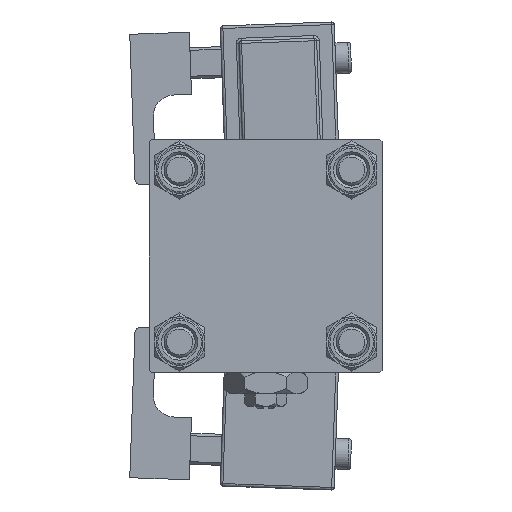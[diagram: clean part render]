
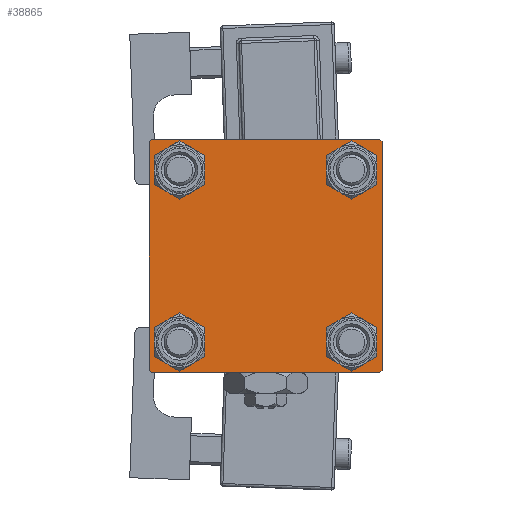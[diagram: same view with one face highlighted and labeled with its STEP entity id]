
A CAD part, left-side view. The second image highlights one B-rep face of the part: STEP entity #38865.
In plain terms, the highlighted planar face has unit normal (-1, 0, 0).
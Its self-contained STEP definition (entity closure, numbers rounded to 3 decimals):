
#16 = CARTESIAN_POINT ( 'NONE',  ( 0., -16.6, 16.6 ) ) ;
#2008 = VECTOR ( 'NONE', #45205, 1000. ) ;
#3081 = CARTESIAN_POINT ( 'NONE',  ( 0., 22.25, 22.25 ) ) ;
#3243 = CARTESIAN_POINT ( 'NONE',  ( 0., -22., -22.5 ) ) ;
#3425 = CARTESIAN_POINT ( 'NONE',  ( 0., -16.6, -20.1 ) ) ;
#3686 = CIRCLE ( 'NONE', #50032, 3.5 ) ;
#4074 = EDGE_CURVE ( 'NONE', #17447, #43771, #27078, .T. ) ;
#4410 = EDGE_CURVE ( 'NONE', #43180, #16905, #39897, .T. ) ;
#4588 = DIRECTION ( 'NONE',  ( 0., 0., -1. ) ) ;
#4713 = VECTOR ( 'NONE', #33334, 1000. ) ;
#4754 = VERTEX_POINT ( 'NONE', #45615 ) ;
#4844 = DIRECTION ( 'NONE',  ( 0., -0.707, 0.707 ) ) ;
#4930 = AXIS2_PLACEMENT_3D ( 'NONE', #10062, #10628, #18865 ) ;
#5144 = DIRECTION ( 'NONE',  ( 0., 0., 1. ) ) ;
#5181 = VERTEX_POINT ( 'NONE', #50103 ) ;
#5326 = VERTEX_POINT ( 'NONE', #13922 ) ;
#5463 = EDGE_CURVE ( 'NONE', #4754, #38787, #49192, .T. ) ;
#5647 = EDGE_CURVE ( 'NONE', #4754, #32711, #50319, .T. ) ;
#6236 = ORIENTED_EDGE ( 'NONE', *, *, #19448, .T. ) ;
#7567 = DIRECTION ( 'NONE',  ( 0., -1., 0. ) ) ;
#7734 = CARTESIAN_POINT ( 'NONE',  ( 0., -22., 22.5 ) ) ;
#8609 = CARTESIAN_POINT ( 'NONE',  ( 0., -16.6, -13.1 ) ) ;
#9088 = DIRECTION ( 'NONE',  ( 1., 0., 0. ) ) ;
#9113 = EDGE_CURVE ( 'NONE', #34652, #54611, #11909, .T. ) ;
#9644 = DIRECTION ( 'NONE',  ( 0., 0., 1. ) ) ;
#10062 = CARTESIAN_POINT ( 'NONE',  ( 0., -16.6, 16.6 ) ) ;
#10628 = DIRECTION ( 'NONE',  ( 1., 0., 0. ) ) ;
#10686 = AXIS2_PLACEMENT_3D ( 'NONE', #18175, #31256, #39528 ) ;
#10780 = CARTESIAN_POINT ( 'NONE',  ( 0., 22.5, 22.5 ) ) ;
#10859 = VECTOR ( 'NONE', #24395, 1000. ) ;
#11164 = ORIENTED_EDGE ( 'NONE', *, *, #4410, .T. ) ;
#11228 = ORIENTED_EDGE ( 'NONE', *, *, #11657, .T. ) ;
#11584 = VECTOR ( 'NONE', #7567, 1000. ) ;
#11657 = EDGE_CURVE ( 'NONE', #24548, #39861, #47796, .T. ) ;
#11764 = EDGE_CURVE ( 'NONE', #27084, #34231, #31818, .T. ) ;
#11909 = CIRCLE ( 'NONE', #31906, 3.5 ) ;
#12352 = EDGE_LOOP ( 'NONE', ( #29183, #11164 ) ) ;
#12735 = DIRECTION ( 'NONE',  ( 1., 0., 0. ) ) ;
#12825 = LINE ( 'NONE', #20797, #27756 ) ;
#13105 = FACE_BOUND ( 'NONE', #33762, .T. ) ;
#13397 = CARTESIAN_POINT ( 'NONE',  ( 0., 0., 0. ) ) ;
#13412 = CIRCLE ( 'NONE', #10686, 3.5 ) ;
#13922 = CARTESIAN_POINT ( 'NONE',  ( 0., 16.6, -20.1 ) ) ;
#15483 = VERTEX_POINT ( 'NONE', #30096 ) ;
#15523 = DIRECTION ( 'NONE',  ( 0., 0., 1. ) ) ;
#15984 = CARTESIAN_POINT ( 'NONE',  ( 0., -22.5, 22.5 ) ) ;
#16559 = VECTOR ( 'NONE', #36037, 1000. ) ;
#16568 = DIRECTION ( 'NONE',  ( 0., 0., 1. ) ) ;
#16611 = CARTESIAN_POINT ( 'NONE',  ( 0., 16.6, 13.1 ) ) ;
#16905 = VERTEX_POINT ( 'NONE', #22873 ) ;
#17280 = CARTESIAN_POINT ( 'NONE',  ( 0., -16.6, 20.1 ) ) ;
#17332 = ORIENTED_EDGE ( 'NONE', *, *, #34778, .T. ) ;
#17447 = VERTEX_POINT ( 'NONE', #17280 ) ;
#17578 = CIRCLE ( 'NONE', #4930, 3.5 ) ;
#18175 = CARTESIAN_POINT ( 'NONE',  ( 0., 16.6, -16.6 ) ) ;
#18221 = CARTESIAN_POINT ( 'NONE',  ( 0., -22.5, -22. ) ) ;
#18865 = DIRECTION ( 'NONE',  ( 0., 0., 1. ) ) ;
#18983 = EDGE_CURVE ( 'NONE', #43771, #17447, #17578, .T. ) ;
#19278 = EDGE_LOOP ( 'NONE', ( #30161, #40600 ) ) ;
#19291 = EDGE_CURVE ( 'NONE', #5181, #5326, #36699, .T. ) ;
#19448 = EDGE_CURVE ( 'NONE', #54611, #34652, #40366, .T. ) ;
#19498 = DIRECTION ( 'NONE',  ( 1., 0., 0. ) ) ;
#20797 = CARTESIAN_POINT ( 'NONE',  ( 0., 22.5, 22.5 ) ) ;
#20827 = CARTESIAN_POINT ( 'NONE',  ( 0., 16.6, -16.6 ) ) ;
#21115 = CARTESIAN_POINT ( 'NONE',  ( 0., -16.6, 13.1 ) ) ;
#21260 = DIRECTION ( 'NONE',  ( 0., 0., 1. ) ) ;
#21383 = DIRECTION ( 'NONE',  ( 1., 0., 0. ) ) ;
#21981 = VECTOR ( 'NONE', #4844, 1000. ) ;
#22072 = EDGE_CURVE ( 'NONE', #32711, #27084, #12825, .T. ) ;
#22476 = DIRECTION ( 'NONE',  ( 1., 0., 0. ) ) ;
#22873 = CARTESIAN_POINT ( 'NONE',  ( 0., 16.6, 20.1 ) ) ;
#23278 = CARTESIAN_POINT ( 'NONE',  ( 0., 22.25, -22.25 ) ) ;
#24395 = DIRECTION ( 'NONE',  ( 0., 0.707, -0.707 ) ) ;
#24548 = VERTEX_POINT ( 'NONE', #3243 ) ;
#25425 = LINE ( 'NONE', #46531, #11584 ) ;
#26274 = VECTOR ( 'NONE', #41210, 1000. ) ;
#26433 = CARTESIAN_POINT ( 'NONE',  ( 0., -22.25, -22.25 ) ) ;
#27078 = CIRCLE ( 'NONE', #50742, 3.5 ) ;
#27084 = VERTEX_POINT ( 'NONE', #39563 ) ;
#27484 = CARTESIAN_POINT ( 'NONE',  ( 0., -22.25, 22.25 ) ) ;
#27756 = VECTOR ( 'NONE', #4588, 1000. ) ;
#28051 = AXIS2_PLACEMENT_3D ( 'NONE', #54519, #19498, #15523 ) ;
#28150 = ORIENTED_EDGE ( 'NONE', *, *, #22072, .T. ) ;
#28735 = CARTESIAN_POINT ( 'NONE',  ( 0., -16.6, -16.6 ) ) ;
#29183 = ORIENTED_EDGE ( 'NONE', *, *, #44298, .T. ) ;
#29890 = FACE_BOUND ( 'NONE', #32822, .T. ) ;
#30096 = CARTESIAN_POINT ( 'NONE',  ( 0., -22.5, 22. ) ) ;
#30161 = ORIENTED_EDGE ( 'NONE', *, *, #4074, .T. ) ;
#31256 = DIRECTION ( 'NONE',  ( 1., 0., 0. ) ) ;
#31818 = LINE ( 'NONE', #23278, #2008 ) ;
#31906 = AXIS2_PLACEMENT_3D ( 'NONE', #48616, #9088, #9644 ) ;
#32711 = VERTEX_POINT ( 'NONE', #34738 ) ;
#32822 = EDGE_LOOP ( 'NONE', ( #6236, #38581 ) ) ;
#33334 = DIRECTION ( 'NONE',  ( 0., 0., -1. ) ) ;
#33616 = LINE ( 'NONE', #15984, #4713 ) ;
#33762 = EDGE_LOOP ( 'NONE', ( #47820, #17332 ) ) ;
#34118 = ORIENTED_EDGE ( 'NONE', *, *, #5647, .T. ) ;
#34231 = VERTEX_POINT ( 'NONE', #37697 ) ;
#34357 = CARTESIAN_POINT ( 'NONE',  ( 0., 16.6, 16.6 ) ) ;
#34652 = VERTEX_POINT ( 'NONE', #3425 ) ;
#34738 = CARTESIAN_POINT ( 'NONE',  ( 0., 22.5, 22. ) ) ;
#34778 = EDGE_CURVE ( 'NONE', #5326, #5181, #13412, .T. ) ;
#35203 = EDGE_CURVE ( 'NONE', #34231, #24548, #25425, .T. ) ;
#35290 = PLANE ( 'NONE',  #40682 ) ;
#36037 = DIRECTION ( 'NONE',  ( 0., 0.707, 0.707 ) ) ;
#36699 = CIRCLE ( 'NONE', #50374, 3.5 ) ;
#37028 = FACE_BOUND ( 'NONE', #19278, .T. ) ;
#37697 = CARTESIAN_POINT ( 'NONE',  ( 0., 22., -22.5 ) ) ;
#38581 = ORIENTED_EDGE ( 'NONE', *, *, #9113, .T. ) ;
#38787 = VERTEX_POINT ( 'NONE', #7734 ) ;
#38865 = ADVANCED_FACE ( 'NONE', ( #37028, #29890, #13105, #39562, #52661 ), #35290, .T. ) ;
#39528 = DIRECTION ( 'NONE',  ( 0., 0., 1. ) ) ;
#39562 = FACE_BOUND ( 'NONE', #12352, .T. ) ;
#39563 = CARTESIAN_POINT ( 'NONE',  ( 0., 22.5, -22. ) ) ;
#39735 = EDGE_LOOP ( 'NONE', ( #28150, #42361, #43797, #11228, #55307, #48865, #44677, #34118 ) ) ;
#39758 = LINE ( 'NONE', #27484, #16559 ) ;
#39861 = VERTEX_POINT ( 'NONE', #18221 ) ;
#39897 = CIRCLE ( 'NONE', #28051, 3.5 ) ;
#40366 = CIRCLE ( 'NONE', #42193, 3.5 ) ;
#40600 = ORIENTED_EDGE ( 'NONE', *, *, #18983, .T. ) ;
#40682 = AXIS2_PLACEMENT_3D ( 'NONE', #13397, #43262, #52382 ) ;
#41210 = DIRECTION ( 'NONE',  ( 0., -1., 0. ) ) ;
#41269 = DIRECTION ( 'NONE',  ( 1., 0., 0. ) ) ;
#42193 = AXIS2_PLACEMENT_3D ( 'NONE', #28735, #41269, #46120 ) ;
#42361 = ORIENTED_EDGE ( 'NONE', *, *, #11764, .T. ) ;
#43180 = VERTEX_POINT ( 'NONE', #16611 ) ;
#43262 = DIRECTION ( 'NONE',  ( -1., 0., 0. ) ) ;
#43771 = VERTEX_POINT ( 'NONE', #21115 ) ;
#43797 = ORIENTED_EDGE ( 'NONE', *, *, #35203, .T. ) ;
#44298 = EDGE_CURVE ( 'NONE', #16905, #43180, #3686, .T. ) ;
#44677 = ORIENTED_EDGE ( 'NONE', *, *, #5463, .F. ) ;
#45205 = DIRECTION ( 'NONE',  ( 0., -0.707, -0.707 ) ) ;
#45615 = CARTESIAN_POINT ( 'NONE',  ( 0., 22., 22.5 ) ) ;
#46120 = DIRECTION ( 'NONE',  ( 0., 0., 1. ) ) ;
#46531 = CARTESIAN_POINT ( 'NONE',  ( 0., 22.5, -22.5 ) ) ;
#47796 = LINE ( 'NONE', #26433, #21981 ) ;
#47820 = ORIENTED_EDGE ( 'NONE', *, *, #19291, .T. ) ;
#48486 = EDGE_CURVE ( 'NONE', #15483, #38787, #39758, .T. ) ;
#48616 = CARTESIAN_POINT ( 'NONE',  ( 0., -16.6, -16.6 ) ) ;
#48865 = ORIENTED_EDGE ( 'NONE', *, *, #48486, .T. ) ;
#49192 = LINE ( 'NONE', #10780, #26274 ) ;
#50032 = AXIS2_PLACEMENT_3D ( 'NONE', #34357, #12735, #21260 ) ;
#50103 = CARTESIAN_POINT ( 'NONE',  ( 0., 16.6, -13.1 ) ) ;
#50319 = LINE ( 'NONE', #3081, #10859 ) ;
#50374 = AXIS2_PLACEMENT_3D ( 'NONE', #20827, #21383, #16568 ) ;
#50438 = EDGE_CURVE ( 'NONE', #15483, #39861, #33616, .T. ) ;
#50742 = AXIS2_PLACEMENT_3D ( 'NONE', #16, #22476, #5144 ) ;
#52382 = DIRECTION ( 'NONE',  ( 0., 0., 1. ) ) ;
#52661 = FACE_OUTER_BOUND ( 'NONE', #39735, .T. ) ;
#54519 = CARTESIAN_POINT ( 'NONE',  ( 0., 16.6, 16.6 ) ) ;
#54611 = VERTEX_POINT ( 'NONE', #8609 ) ;
#55307 = ORIENTED_EDGE ( 'NONE', *, *, #50438, .F. ) ;
